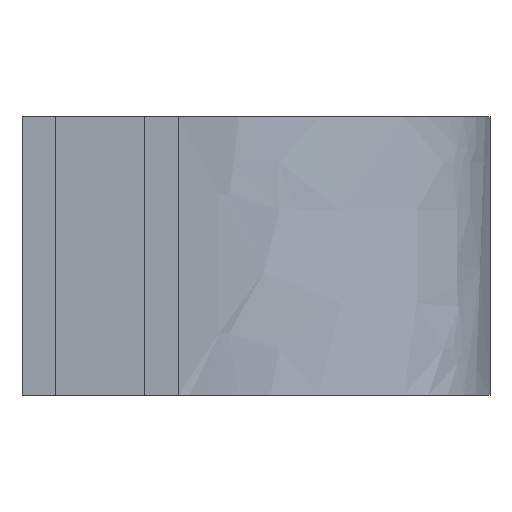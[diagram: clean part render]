
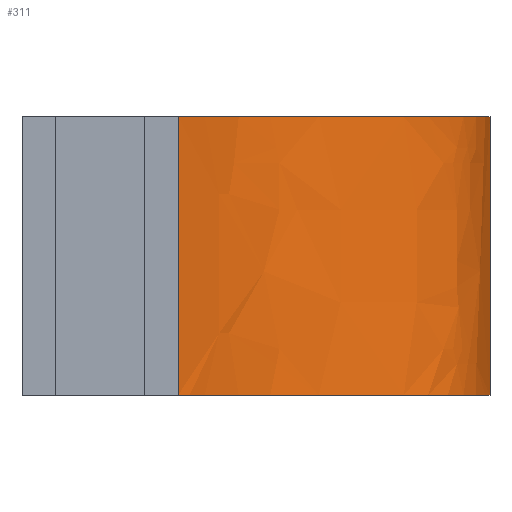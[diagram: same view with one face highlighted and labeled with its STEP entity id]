
A CAD part, left-side view. The second image highlights one B-rep face of the part: STEP entity #311.
In plain terms, the highlighted face is a extrusion surface.
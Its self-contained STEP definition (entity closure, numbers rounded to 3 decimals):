
#24 = VERTEX_POINT('',#25);
#25 = CARTESIAN_POINT('',(-56.876,-14.,0.));
#73 = EDGE_CURVE('',#74,#24,#76,.T.);
#74 = VERTEX_POINT('',#75);
#75 = CARTESIAN_POINT('',(0.,-70.,0.));
#76 = B_SPLINE_CURVE_WITH_KNOTS('',3,(#77,#78,#79,#80,#81,#82),
  .UNSPECIFIED.,.F.,.F.,(4,1,1,4),(0.,20.757,30.245,
    96.021),.UNSPECIFIED.);
#77 = CARTESIAN_POINT('',(0.,-70.,0.));
#78 = CARTESIAN_POINT('',(-9.48,-69.186,0.));
#79 = CARTESIAN_POINT('',(-22.177,-64.165,0.));
#80 = CARTESIAN_POINT('',(-43.8,-11.503,0.));
#81 = CARTESIAN_POINT('',(-62.477,-21.324,0.));
#82 = CARTESIAN_POINT('',(-60.,0.,0.));
#294 = VERTEX_POINT('',#295);
#295 = CARTESIAN_POINT('',(0.,-70.,50.));
#301 = EDGE_CURVE('',#74,#294,#302,.T.);
#302 = LINE('',#303,#304);
#303 = CARTESIAN_POINT('',(0.,-70.,0.));
#304 = VECTOR('',#305,1.);
#305 = DIRECTION('',(0.,0.,1.));
#311 = ADVANCED_FACE('',(#312),#335,.T.);
#312 = FACE_BOUND('',#313,.T.);
#313 = EDGE_LOOP('',(#314,#315,#316,#327));
#314 = ORIENTED_EDGE('',*,*,#73,.F.);
#315 = ORIENTED_EDGE('',*,*,#301,.T.);
#316 = ORIENTED_EDGE('',*,*,#317,.T.);
#317 = EDGE_CURVE('',#294,#318,#320,.T.);
#318 = VERTEX_POINT('',#319);
#319 = CARTESIAN_POINT('',(-56.876,-14.,50.));
#320 = B_SPLINE_CURVE_WITH_KNOTS('',3,(#321,#322,#323,#324,#325,#326),
  .UNSPECIFIED.,.F.,.F.,(4,1,1,4),(0.,20.757,30.245,
    96.021),.UNSPECIFIED.);
#321 = CARTESIAN_POINT('',(0.,-70.,50.));
#322 = CARTESIAN_POINT('',(-9.48,-69.186,50.));
#323 = CARTESIAN_POINT('',(-22.177,-64.165,50.));
#324 = CARTESIAN_POINT('',(-43.8,-11.503,50.));
#325 = CARTESIAN_POINT('',(-62.477,-21.324,50.));
#326 = CARTESIAN_POINT('',(-60.,0.,50.));
#327 = ORIENTED_EDGE('',*,*,#328,.T.);
#328 = EDGE_CURVE('',#318,#24,#329,.T.);
#329 = B_SPLINE_CURVE_WITH_KNOTS('',4,(#330,#331,#332,#333,#334),
  .UNSPECIFIED.,.F.,.F.,(5,5),(0.,1.),.PIECEWISE_BEZIER_KNOTS.);
#330 = CARTESIAN_POINT('',(-56.876,-14.,50.));
#331 = CARTESIAN_POINT('',(-56.876,-14.,37.5));
#332 = CARTESIAN_POINT('',(-56.876,-14.,25.));
#333 = CARTESIAN_POINT('',(-56.876,-14.,12.5));
#334 = CARTESIAN_POINT('',(-56.876,-14.,0.));
#335 = SURFACE_OF_LINEAR_EXTRUSION('',#336,#343);
#336 = B_SPLINE_CURVE_WITH_KNOTS('',3,(#337,#338,#339,#340,#341,#342),
  .UNSPECIFIED.,.F.,.F.,(4,1,1,4),(0.,20.757,30.245,
    96.021),.UNSPECIFIED.);
#337 = CARTESIAN_POINT('',(0.,-70.,0.));
#338 = CARTESIAN_POINT('',(-9.48,-69.186,0.));
#339 = CARTESIAN_POINT('',(-22.177,-64.165,0.));
#340 = CARTESIAN_POINT('',(-43.8,-11.503,0.));
#341 = CARTESIAN_POINT('',(-62.477,-21.324,0.));
#342 = CARTESIAN_POINT('',(-60.,0.,0.));
#343 = VECTOR('',#344,1.);
#344 = DIRECTION('',(0.,0.,-1.));
